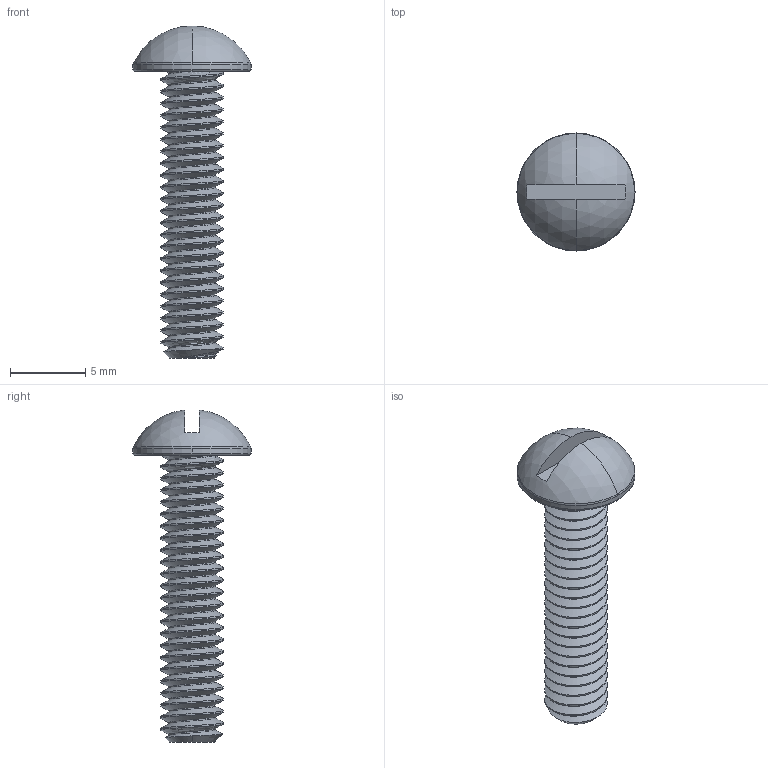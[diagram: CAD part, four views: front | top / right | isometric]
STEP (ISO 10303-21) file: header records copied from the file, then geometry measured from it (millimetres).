
FILE_DESCRIPTION (( 'STEP AP203' ), '1' );
FILE_NAME ('90276A197.step', '2012-06-20T16:52:09', ( 'Admin' ), ( 'Microsoft' ), 'SwSTEP 2.0', 'SolidWorks 2012', '' );
FILE_SCHEMA (( 'CONFIG_CONTROL_DESIGN' ));
Length unit declared in the file: inch
Products named in the file (1): 90276A197
Bounding box: 7.85 x 7.85 x 22.07 mm (x, y, z)
Volume: 286.5 mm3; surface area: 526 mm2
Topology: 1 solids, 1 shells, 67 faces, 188 edges, 124 vertices
Faces by surface type: cylinder 50, plane 6, torus 4, bspline 3, cone 2, sphere 2
Entity records: 5920 total; most frequent: CARTESIAN_POINT 4399, ORIENTED_EDGE 376, DIRECTION 242, EDGE_CURVE 188, VERTEX_POINT 124, AXIS2_PLACEMENT_3D 93, EDGE_LOOP 68, ADVANCED_FACE 67
